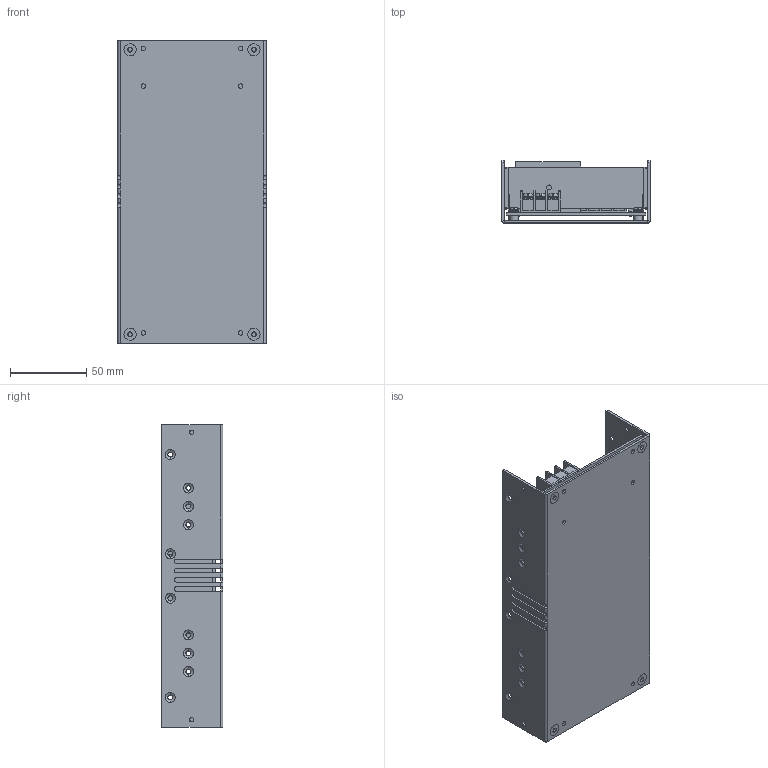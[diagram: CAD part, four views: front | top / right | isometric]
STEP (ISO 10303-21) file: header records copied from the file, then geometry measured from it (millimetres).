
FILE_DESCRIPTION((''),'2;1');
FILE_NAME('MPI-822H_ASM','2017-08-24T',('Abe'),(''),'PRO/ENGINEER BY PARAMETRIC TECHNOLOGY CORPORATION, 2011080','PRO/ENGINEER BY PARAMETRIC TECHNOLOGY CORPORATION, 2011080','');
FILE_SCHEMA(('CONFIG_CONTROL_DESIGN'));
Length unit declared in the file: millimetre
Products named in the file (15): 831-822H; NUT_5MM; 831-815D_ASM; 850-822H_-A; 800-822P; HEAT_SINK_PIN; 800-822P_ASM; 800-822S; 800-822S_ASM; 360-822H; 707-DT35-03; 707-DT35-08; 710-2512-02; 790-923A; MPI-822H_ASM
Assembly tree (30 placements, depth 3):
  MPI-822H_ASM
    831-815D_ASM
      831-822H
      NUT_5MM  x4
    850-822H_-A
    800-822P_ASM
      800-822P
      HEAT_SINK_PIN  x4
    800-822S_ASM
      800-822S
      HEAT_SINK_PIN  x4
    360-822H
    707-DT35-03
    707-DT35-08
    710-2512-02  x4
    790-923A  x4
Bounding box: 97 x 40.5 x 198 mm (x, y, z)
Volume: 178615.9 mm3; surface area: 149762.2 mm2
Topology: 38 solids, 38 shells, 1763 faces, 4661 edges, 2982 vertices
Faces by surface type: plane 1389, cylinder 306, cone 38, bspline 22, torus 8
Entity records: 43361 total; most frequent: CARTESIAN_POINT 8892, ORIENTED_EDGE 7210, DIRECTION 6957, EDGE_CURVE 3605, VECTOR 2755, LINE 2755, VERTEX_POINT 2296, AXIS2_PLACEMENT_3D 2101
